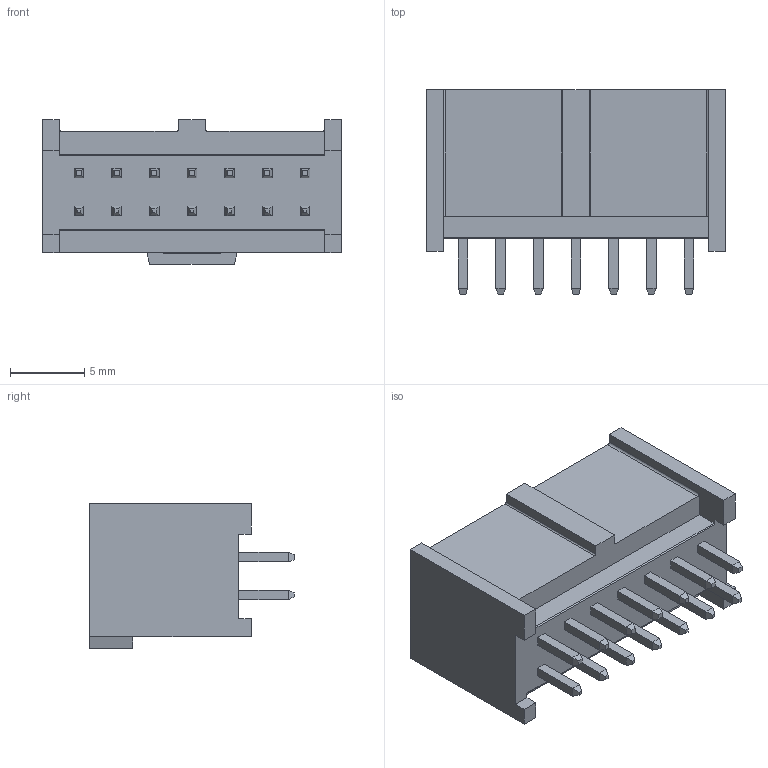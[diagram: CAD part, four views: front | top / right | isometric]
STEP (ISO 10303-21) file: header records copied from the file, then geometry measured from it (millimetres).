
FILE_DESCRIPTION((''),'2;1');
FILE_NAME('901301214','2013-04-05T',('me'),(''),'PRO/ENGINEER BY PARAMETRIC TECHNOLOGY CORPORATION, 2011490','PRO/ENGINEER BY PARAMETRIC TECHNOLOGY CORPORATION, 2011490','');
FILE_SCHEMA(('CONFIG_CONTROL_DESIGN'));
Length unit declared in the file: millimetre
Products named in the file (1): 901301214
Bounding box: 20.12 x 13.8 x 9.75 mm (x, y, z)
Volume: 783.6 mm3; surface area: 1697.3 mm2
Topology: 1 solids, 1 shells, 309 faces, 724 edges, 444 vertices
Faces by surface type: plane 305, cylinder 4
Entity records: 8540 total; most frequent: CARTESIAN_POINT 1477, ORIENTED_EDGE 1448, DIRECTION 1350, EDGE_CURVE 724, VECTOR 716, LINE 716, VERTEX_POINT 444, EDGE_LOOP 338
